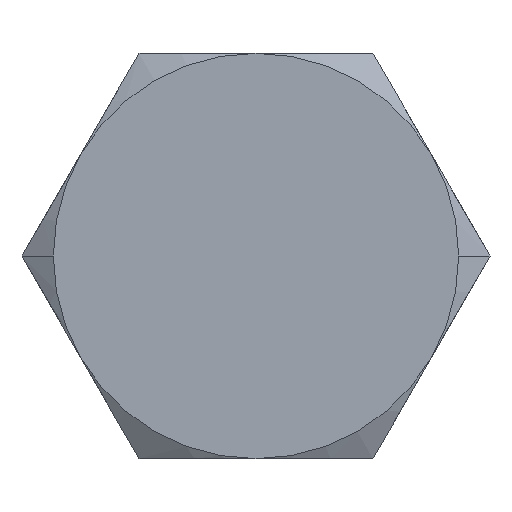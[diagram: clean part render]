
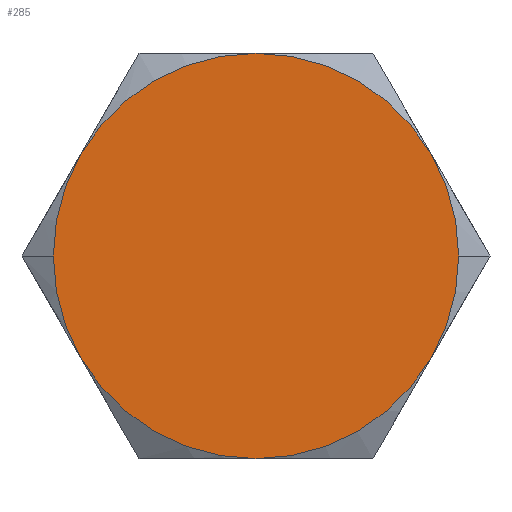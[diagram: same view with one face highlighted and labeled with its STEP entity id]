
A CAD part, left-side view. The second image highlights one B-rep face of the part: STEP entity #285.
In plain terms, the highlighted planar face has unit normal (-1, 0, 0).
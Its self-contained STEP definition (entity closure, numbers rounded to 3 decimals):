
#188=CARTESIAN_POINT('',(-6.4,7.361,-4.25));
#189=VERTEX_POINT('',#188);
#190=CARTESIAN_POINT('',(-6.4,8.5,-0.));
#191=VERTEX_POINT('',#190);
#192=CARTESIAN_POINT('',(-6.4,0.,0.));
#193=DIRECTION('',(1.,-0.,0.));
#194=DIRECTION('',(0.,1.,0.));
#195=AXIS2_PLACEMENT_3D('',#192,#193,#194);
#196=CIRCLE('',#195,8.5);
#197=EDGE_CURVE('',#189,#191,#196,.T.);
#216=CARTESIAN_POINT('',(-6.4,0.,0.));
#217=DIRECTION('',(1.,0.,0.));
#218=DIRECTION('',(0.,1.,0.));
#219=AXIS2_PLACEMENT_3D('',#216,#217,#218);
#220=PLANE('',#219);
#221=ORIENTED_EDGE('',*,*,#197,.F.);
#222=CARTESIAN_POINT('',(-6.4,-0.,-8.5));
#223=VERTEX_POINT('',#222);
#224=CARTESIAN_POINT('',(-6.4,0.,0.));
#225=DIRECTION('',(1.,-0.,-0.));
#226=DIRECTION('',(0.,1.,0.));
#227=AXIS2_PLACEMENT_3D('',#224,#225,#226);
#228=CIRCLE('',#227,8.5);
#229=EDGE_CURVE('',#223,#189,#228,.T.);
#230=ORIENTED_EDGE('',*,*,#229,.F.);
#231=CARTESIAN_POINT('',(-6.4,-7.361,-4.25));
#232=VERTEX_POINT('',#231);
#233=CARTESIAN_POINT('',(-6.4,0.,0.));
#234=DIRECTION('',(1.,-0.,-0.));
#235=DIRECTION('',(0.,1.,0.));
#236=AXIS2_PLACEMENT_3D('',#233,#234,#235);
#237=CIRCLE('',#236,8.5);
#238=EDGE_CURVE('',#232,#223,#237,.T.);
#239=ORIENTED_EDGE('',*,*,#238,.F.);
#240=CARTESIAN_POINT('',(-6.4,-8.5,-0.));
#241=VERTEX_POINT('',#240);
#242=CARTESIAN_POINT('',(-6.4,0.,0.));
#243=DIRECTION('',(1.,-0.,-0.));
#244=DIRECTION('',(0.,1.,0.));
#245=AXIS2_PLACEMENT_3D('',#242,#243,#244);
#246=CIRCLE('',#245,8.5);
#247=EDGE_CURVE('',#241,#232,#246,.T.);
#248=ORIENTED_EDGE('',*,*,#247,.F.);
#249=CARTESIAN_POINT('',(-6.4,-7.361,4.25));
#250=VERTEX_POINT('',#249);
#251=CARTESIAN_POINT('',(-6.4,0.,0.));
#252=DIRECTION('',(1.,-0.,-0.));
#253=DIRECTION('',(0.,1.,0.));
#254=AXIS2_PLACEMENT_3D('',#251,#252,#253);
#255=CIRCLE('',#254,8.5);
#256=EDGE_CURVE('',#250,#241,#255,.T.);
#257=ORIENTED_EDGE('',*,*,#256,.F.);
#258=CARTESIAN_POINT('',(-6.4,0.,8.5));
#259=VERTEX_POINT('',#258);
#260=CARTESIAN_POINT('',(-6.4,0.,0.));
#261=DIRECTION('',(1.,-0.,-0.));
#262=DIRECTION('',(0.,1.,0.));
#263=AXIS2_PLACEMENT_3D('',#260,#261,#262);
#264=CIRCLE('',#263,8.5);
#265=EDGE_CURVE('',#259,#250,#264,.T.);
#266=ORIENTED_EDGE('',*,*,#265,.F.);
#267=CARTESIAN_POINT('',(-6.4,7.361,4.25));
#268=VERTEX_POINT('',#267);
#269=CARTESIAN_POINT('',(-6.4,0.,0.));
#270=DIRECTION('',(1.,-0.,-0.));
#271=DIRECTION('',(0.,1.,0.));
#272=AXIS2_PLACEMENT_3D('',#269,#270,#271);
#273=CIRCLE('',#272,8.5);
#274=EDGE_CURVE('',#268,#259,#273,.T.);
#275=ORIENTED_EDGE('',*,*,#274,.F.);
#276=CARTESIAN_POINT('',(-6.4,0.,0.));
#277=DIRECTION('',(1.,-0.,-0.));
#278=DIRECTION('',(0.,1.,0.));
#279=AXIS2_PLACEMENT_3D('',#276,#277,#278);
#280=CIRCLE('',#279,8.5);
#281=EDGE_CURVE('',#191,#268,#280,.T.);
#282=ORIENTED_EDGE('',*,*,#281,.F.);
#283=EDGE_LOOP('',(#221,#230,#239,#248,#257,#266,#275,#282));
#284=FACE_BOUND('',#283,.T.);
#285=ADVANCED_FACE('NONE',(#284),#220,.F.);
